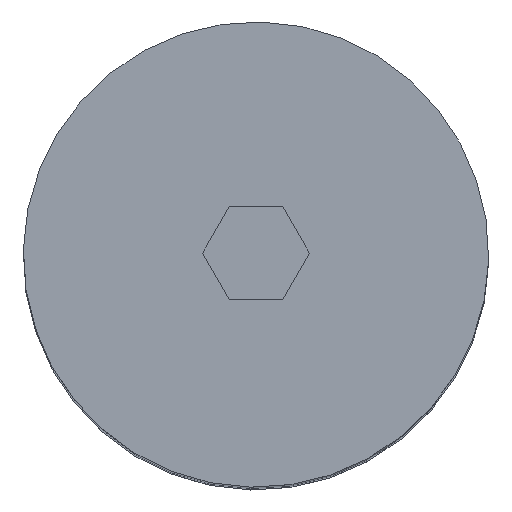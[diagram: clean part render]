
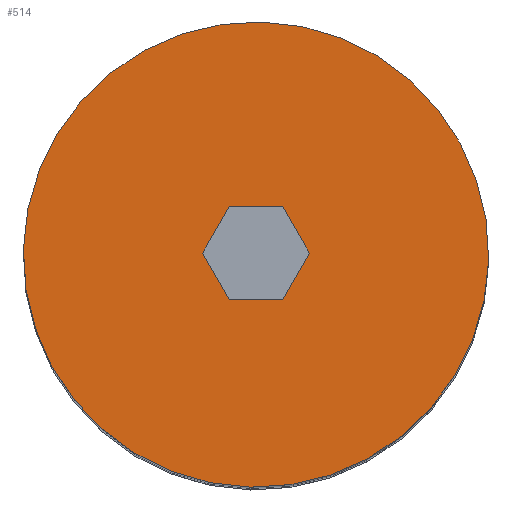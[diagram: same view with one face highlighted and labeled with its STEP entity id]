
A CAD part, top view. The second image highlights one B-rep face of the part: STEP entity #514.
In plain terms, the highlighted planar face has unit normal (0, 0, 1).
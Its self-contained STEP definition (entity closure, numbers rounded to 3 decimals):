
#453=CARTESIAN_POINT('Vertex',(-19.297,35.323,280.)) ;
#456=CARTESIAN_POINT('Axis2P3D Location',(0.,0.,280.)) ;
#460=CARTESIAN_POINT('Vertex',(19.297,-35.323,280.)) ;
#475=CARTESIAN_POINT('Axis2P3D Location',(0.,0.,280.)) ;
#487=CARTESIAN_POINT('Axis2P3D Location',(0.,40.25,280.)) ;
#496=CARTESIAN_POINT('Axis2P3D Location',(0.,0.,280.)) ;
#500=CARTESIAN_POINT('Vertex',(-2.877,5.265,280.)) ;
#502=CARTESIAN_POINT('Vertex',(2.877,-5.265,280.)) ;
#505=CARTESIAN_POINT('Axis2P3D Location',(0.,0.,280.)) ;
#457=DIRECTION('Axis2P3D Direction',(0.,0.,1.)) ;
#476=DIRECTION('Axis2P3D Direction',(0.,0.,1.)) ;
#488=DIRECTION('Axis2P3D Direction',(0.,0.,1.)) ;
#489=DIRECTION('Axis2P3D XDirection',(1.,0.,0.)) ;
#497=DIRECTION('Axis2P3D Direction',(0.,0.,1.)) ;
#506=DIRECTION('Axis2P3D Direction',(0.,0.,1.)) ;
#458=AXIS2_PLACEMENT_3D('Circle Axis2P3D',#456,#457,$) ;
#477=AXIS2_PLACEMENT_3D('Circle Axis2P3D',#475,#476,$) ;
#490=AXIS2_PLACEMENT_3D('Plane Axis2P3D',#487,#488,#489) ;
#498=AXIS2_PLACEMENT_3D('Circle Axis2P3D',#496,#497,$) ;
#507=AXIS2_PLACEMENT_3D('Circle Axis2P3D',#505,#506,$) ;
#493=ORIENTED_EDGE('',*,*,#462,.T.) ;
#494=ORIENTED_EDGE('',*,*,#479,.T.) ;
#511=ORIENTED_EDGE('',*,*,#504,.F.) ;
#512=ORIENTED_EDGE('',*,*,#509,.F.) ;
#513=FACE_BOUND('',#510,.T.) ;
#514=ADVANCED_FACE('PartBody',(#495,#513),#491,.T.) ;
#459=CIRCLE('generated circle',#458,40.25) ;
#478=CIRCLE('generated circle',#477,40.25) ;
#499=CIRCLE('generated circle',#498,6.) ;
#508=CIRCLE('generated circle',#507,6.) ;
#462=EDGE_CURVE('',#461,#454,#459,.T.) ;
#479=EDGE_CURVE('',#454,#461,#478,.T.) ;
#504=EDGE_CURVE('',#501,#503,#499,.T.) ;
#509=EDGE_CURVE('',#503,#501,#508,.T.) ;
#492=EDGE_LOOP('',(#493,#494)) ;
#510=EDGE_LOOP('',(#511,#512)) ;
#495=FACE_OUTER_BOUND('',#492,.T.) ;
#491=PLANE('',#490) ;
#454=VERTEX_POINT('',#453) ;
#461=VERTEX_POINT('',#460) ;
#501=VERTEX_POINT('',#500) ;
#503=VERTEX_POINT('',#502) ;
